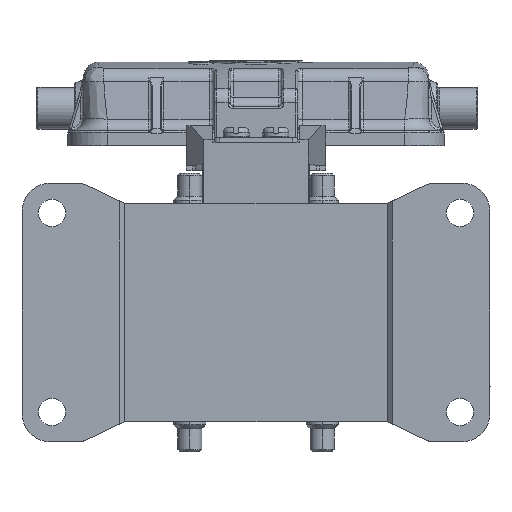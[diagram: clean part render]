
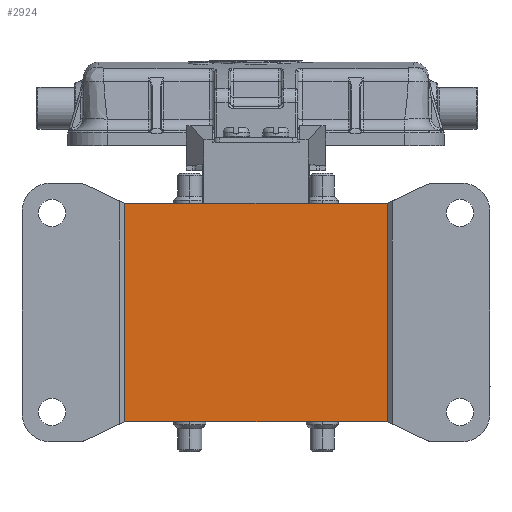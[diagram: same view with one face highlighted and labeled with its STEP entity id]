
A CAD part, front view. The second image highlights one B-rep face of the part: STEP entity #2924.
In plain terms, the highlighted planar face has unit normal (0, -1, 0).
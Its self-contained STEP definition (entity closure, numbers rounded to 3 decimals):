
#252=B_SPLINE_CURVE_WITH_KNOTS('',3,(#40249,#40250,#40251,#40252,#40253,
#40254,#40255),.UNSPECIFIED.,.F.,.F.,(4,3,4),(0.,0.03,1.),
 .UNSPECIFIED.);
#268=B_SPLINE_CURVE_WITH_KNOTS('',3,(#40543,#40544,#40545,#40546),
 .UNSPECIFIED.,.F.,.F.,(4,4),(0.,1.),.UNSPECIFIED.);
#270=B_SPLINE_CURVE_WITH_KNOTS('',3,(#40553,#40554,#40555,#40556,#40557,
#40558,#40559,#40560,#40561,#40562),.UNSPECIFIED.,.F.,.F.,(4,3,3,4),(0.,
0.03,0.97,1.),.UNSPECIFIED.);
#273=B_SPLINE_CURVE_WITH_KNOTS('',3,(#40601,#40602,#40603,#40604,#40605,
#40606,#40607),.UNSPECIFIED.,.F.,.F.,(4,3,4),(0.,0.03,1.),
 .UNSPECIFIED.);
#275=B_SPLINE_CURVE_WITH_KNOTS('',3,(#40614,#40615,#40616,#40617,#40618,
#40619,#40620),.UNSPECIFIED.,.F.,.F.,(4,3,4),(0.,0.969,1.),
 .UNSPECIFIED.);
#276=B_SPLINE_CURVE_WITH_KNOTS('',3,(#40623,#40624,#40625,#40626),
 .UNSPECIFIED.,.F.,.F.,(4,4),(0.,1.),.UNSPECIFIED.);
#277=B_SPLINE_CURVE_WITH_KNOTS('',3,(#40627,#40628,#40629,#40630),
 .UNSPECIFIED.,.F.,.F.,(4,4),(0.,1.),.UNSPECIFIED.);
#278=B_SPLINE_CURVE_WITH_KNOTS('',3,(#40631,#40632,#40633,#40634),
 .UNSPECIFIED.,.F.,.F.,(4,4),(0.,1.),.UNSPECIFIED.);
#1925=PLANE('',#26928);
#2924=ADVANCED_FACE('',(#5086),#1925,.T.);
#5086=FACE_OUTER_BOUND('',#6647,.T.);
#6647=EDGE_LOOP('',(#13643,#13644,#13645,#13646,#13647,#13648,#13649,#13650));
#13643=ORIENTED_EDGE('',*,*,#23208,.F.);
#13644=ORIENTED_EDGE('',*,*,#23209,.T.);
#13645=ORIENTED_EDGE('',*,*,#23206,.F.);
#13646=ORIENTED_EDGE('',*,*,#23210,.F.);
#13647=ORIENTED_EDGE('',*,*,#23189,.F.);
#13648=ORIENTED_EDGE('',*,*,#23187,.F.);
#13649=ORIENTED_EDGE('',*,*,#23073,.F.);
#13650=ORIENTED_EDGE('',*,*,#23211,.F.);
#20397=VERTEX_POINT('',#40248);
#20398=VERTEX_POINT('',#40256);
#20485=VERTEX_POINT('',#40547);
#20486=VERTEX_POINT('',#40563);
#20497=VERTEX_POINT('',#40600);
#20498=VERTEX_POINT('',#40608);
#20499=VERTEX_POINT('',#40621);
#20500=VERTEX_POINT('',#40622);
#23073=EDGE_CURVE('',#20397,#20398,#252,.T.);
#23187=EDGE_CURVE('',#20398,#20485,#268,.T.);
#23189=EDGE_CURVE('',#20485,#20486,#270,.T.);
#23206=EDGE_CURVE('',#20497,#20498,#273,.T.);
#23208=EDGE_CURVE('',#20499,#20500,#275,.T.);
#23209=EDGE_CURVE('',#20499,#20498,#276,.T.);
#23210=EDGE_CURVE('',#20486,#20497,#277,.T.);
#23211=EDGE_CURVE('',#20500,#20397,#278,.T.);
#26928=AXIS2_PLACEMENT_3D('',#40635,#30254,#30255);
#30254=DIRECTION('',(0.,-1.,0.));
#30255=DIRECTION('',(-1.,0.,0.));
#40248=CARTESIAN_POINT('',(52.073,50.375,18.593));
#40249=CARTESIAN_POINT('',(52.073,50.375,18.592));
#40250=CARTESIAN_POINT('',(52.073,50.375,18.592));
#40251=CARTESIAN_POINT('',(52.073,50.375,18.593));
#40252=CARTESIAN_POINT('',(52.073,50.375,18.593));
#40253=CARTESIAN_POINT('',(52.067,50.375,18.595));
#40254=CARTESIAN_POINT('',(52.061,50.375,18.598));
#40255=CARTESIAN_POINT('',(52.055,50.375,18.601));
#40256=CARTESIAN_POINT('',(52.055,50.375,18.601));
#40543=CARTESIAN_POINT('',(52.055,50.375,18.601));
#40544=CARTESIAN_POINT('',(34.487,50.375,18.601));
#40545=CARTESIAN_POINT('',(16.918,50.375,18.601));
#40546=CARTESIAN_POINT('',(-0.65,50.375,18.601));
#40547=CARTESIAN_POINT('',(-0.65,50.375,18.601));
#40553=CARTESIAN_POINT('',(-0.649,50.375,18.601));
#40554=CARTESIAN_POINT('',(-0.65,50.375,18.601));
#40555=CARTESIAN_POINT('',(-0.65,50.375,18.601));
#40556=CARTESIAN_POINT('',(-0.65,50.375,18.601));
#40557=CARTESIAN_POINT('',(-0.656,50.375,18.598));
#40558=CARTESIAN_POINT('',(-0.661,50.375,18.596));
#40559=CARTESIAN_POINT('',(-0.667,50.375,18.593));
#40560=CARTESIAN_POINT('',(-0.667,50.375,18.593));
#40561=CARTESIAN_POINT('',(-0.667,50.375,18.593));
#40562=CARTESIAN_POINT('',(-0.668,50.375,18.593));
#40563=CARTESIAN_POINT('',(-0.668,50.375,18.593));
#40600=CARTESIAN_POINT('',(-0.668,50.375,62.442));
#40601=CARTESIAN_POINT('',(-0.668,50.375,62.442));
#40602=CARTESIAN_POINT('',(-0.668,50.375,62.442));
#40603=CARTESIAN_POINT('',(-0.668,50.375,62.442));
#40604=CARTESIAN_POINT('',(-0.667,50.375,62.442));
#40605=CARTESIAN_POINT('',(-0.662,50.375,62.439));
#40606=CARTESIAN_POINT('',(-0.656,50.375,62.436));
#40607=CARTESIAN_POINT('',(-0.65,50.375,62.434));
#40608=CARTESIAN_POINT('',(-0.65,50.375,62.434));
#40614=CARTESIAN_POINT('',(52.055,50.375,62.434));
#40615=CARTESIAN_POINT('',(52.061,50.375,62.436));
#40616=CARTESIAN_POINT('',(52.066,50.375,62.439));
#40617=CARTESIAN_POINT('',(52.072,50.375,62.442));
#40618=CARTESIAN_POINT('',(52.072,50.375,62.442));
#40619=CARTESIAN_POINT('',(52.072,50.375,62.442));
#40620=CARTESIAN_POINT('',(52.073,50.375,62.442));
#40621=CARTESIAN_POINT('',(52.055,50.375,62.434));
#40622=CARTESIAN_POINT('',(52.073,50.375,62.442));
#40623=CARTESIAN_POINT('',(52.055,50.375,62.434));
#40624=CARTESIAN_POINT('',(34.487,50.375,62.434));
#40625=CARTESIAN_POINT('',(16.918,50.375,62.434));
#40626=CARTESIAN_POINT('',(-0.65,50.375,62.434));
#40627=CARTESIAN_POINT('',(-0.668,50.376,18.593));
#40628=CARTESIAN_POINT('',(-0.668,50.376,33.209));
#40629=CARTESIAN_POINT('',(-0.668,50.376,47.826));
#40630=CARTESIAN_POINT('',(-0.668,50.376,62.442));
#40631=CARTESIAN_POINT('',(52.073,50.376,62.442));
#40632=CARTESIAN_POINT('',(52.073,50.376,47.825));
#40633=CARTESIAN_POINT('',(52.073,50.376,33.209));
#40634=CARTESIAN_POINT('',(52.073,50.376,18.593));
#40635=CARTESIAN_POINT('',(25.703,50.375,40.517));
